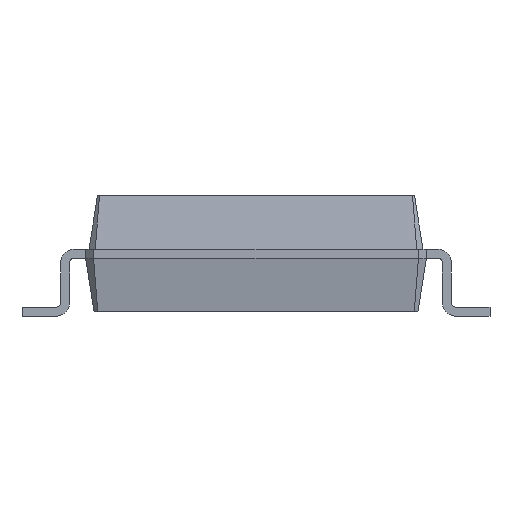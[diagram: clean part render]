
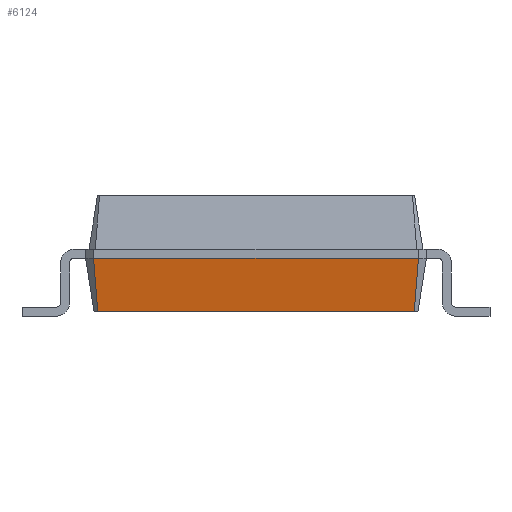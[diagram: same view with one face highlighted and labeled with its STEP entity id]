
A CAD part, front view. The second image highlights one B-rep face of the part: STEP entity #6124.
In plain terms, the highlighted free-form (B-spline) face has degree [1, 1] with [2, 2] control points.
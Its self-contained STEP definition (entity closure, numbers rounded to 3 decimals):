
#799 = PLANE('',#800);
#800 = AXIS2_PLACEMENT_3D('',#801,#802,#803);
#801 = CARTESIAN_POINT('',(-3.482,7.514,0.1));
#802 = DIRECTION('',(0.,0.,1.));
#803 = DIRECTION('',(0.42,-0.907,0.));
#1512 = B_SPLINE_SURFACE_WITH_KNOTS('',1,1,(
    (#1513,#1514)
    ,(#1515,#1516
    )),.UNSPECIFIED.,.F.,.F.,.F.,(2,2),(2,2),(0.,0.247),(
    0.,1.),.PIECEWISE_BEZIER_KNOTS.);
#1513 = CARTESIAN_POINT('',(-3.482,-7.514,0.1));
#1514 = CARTESIAN_POINT('',(-3.575,-7.7,1.275));
#1515 = CARTESIAN_POINT('',(-3.564,-7.432,0.1));
#1516 = CARTESIAN_POINT('',(-3.75,-7.525,1.275));
#1994 = VERTEX_POINT('',#1995);
#1995 = CARTESIAN_POINT('',(3.482,-7.514,0.1));
#2009 = B_SPLINE_SURFACE_WITH_KNOTS('',1,1,(
    (#2010,#2011)
    ,(#2012,#2013
    )),.UNSPECIFIED.,.F.,.F.,.F.,(2,2),(2,2),(0.,0.247),(
    0.,1.),.PIECEWISE_BEZIER_KNOTS.);
#2010 = CARTESIAN_POINT('',(3.564,-7.432,0.1));
#2011 = CARTESIAN_POINT('',(3.75,-7.525,1.275));
#2012 = CARTESIAN_POINT('',(3.482,-7.514,0.1));
#2013 = CARTESIAN_POINT('',(3.575,-7.7,1.275));
#2020 = EDGE_CURVE('',#1994,#2021,#2023,.T.);
#2021 = VERTEX_POINT('',#2022);
#2022 = CARTESIAN_POINT('',(-3.482,-7.514,0.1));
#2023 = SURFACE_CURVE('',#2024,(#2028,#2035),.PCURVE_S1.);
#2024 = LINE('',#2025,#2026);
#2025 = CARTESIAN_POINT('',(3.482,-7.514,0.1));
#2026 = VECTOR('',#2027,1.);
#2027 = DIRECTION('',(-1.,0.,0.));
#2028 = PCURVE('',#799,#2029);
#2029 = DEFINITIONAL_REPRESENTATION('',(#2030),#2034);
#2030 = LINE('',#2031,#2032);
#2031 = CARTESIAN_POINT('',(16.563,0.));
#2032 = VECTOR('',#2033,1.);
#2033 = DIRECTION('',(-0.42,-0.907));
#2034 = ( GEOMETRIC_REPRESENTATION_CONTEXT(2) 
PARAMETRIC_REPRESENTATION_CONTEXT() REPRESENTATION_CONTEXT('2D SPACE',''
  ) );
#2035 = PCURVE('',#2036,#2041);
#2036 = B_SPLINE_SURFACE_WITH_KNOTS('',1,1,(
    (#2037,#2038)
    ,(#2039,#2040
  )),.UNSPECIFIED.,.F.,.F.,.F.,(2,2),(2,2),(0.,7.15),(0.,1.),
  .PIECEWISE_BEZIER_KNOTS.);
#2037 = CARTESIAN_POINT('',(3.482,-7.514,0.1));
#2038 = CARTESIAN_POINT('',(3.575,-7.7,1.275));
#2039 = CARTESIAN_POINT('',(-3.482,-7.514,0.1));
#2040 = CARTESIAN_POINT('',(-3.575,-7.7,1.275));
#2041 = DEFINITIONAL_REPRESENTATION('',(#2042),#2045);
#2042 = B_SPLINE_CURVE_WITH_KNOTS('',1,(#2043,#2044),.UNSPECIFIED.,.F.,
  .F.,(2,2),(0.,6.964),.PIECEWISE_BEZIER_KNOTS.);
#2043 = CARTESIAN_POINT('',(0.,0.));
#2044 = CARTESIAN_POINT('',(7.15,0.));
#2045 = ( GEOMETRIC_REPRESENTATION_CONTEXT(2) 
PARAMETRIC_REPRESENTATION_CONTEXT() REPRESENTATION_CONTEXT('2D SPACE',''
  ) );
#2094 = VERTEX_POINT('',#2095);
#2095 = CARTESIAN_POINT('',(-3.575,-7.7,1.275));
#2121 = EDGE_CURVE('',#2021,#2094,#2122,.T.);
#2122 = SURFACE_CURVE('',#2123,(#2126,#2133),.PCURVE_S1.);
#2123 = B_SPLINE_CURVE_WITH_KNOTS('',1,(#2124,#2125),.UNSPECIFIED.,.F.,
  .F.,(2,2),(0.,1.),.PIECEWISE_BEZIER_KNOTS.);
#2124 = CARTESIAN_POINT('',(-3.482,-7.514,0.1));
#2125 = CARTESIAN_POINT('',(-3.575,-7.7,1.275));
#2126 = PCURVE('',#1512,#2127);
#2127 = DEFINITIONAL_REPRESENTATION('',(#2128),#2132);
#2128 = LINE('',#2129,#2130);
#2129 = CARTESIAN_POINT('',(0.,0.));
#2130 = VECTOR('',#2131,1.);
#2131 = DIRECTION('',(0.,1.));
#2132 = ( GEOMETRIC_REPRESENTATION_CONTEXT(2) 
PARAMETRIC_REPRESENTATION_CONTEXT() REPRESENTATION_CONTEXT('2D SPACE',''
  ) );
#2133 = PCURVE('',#2036,#2134);
#2134 = DEFINITIONAL_REPRESENTATION('',(#2135),#2139);
#2135 = LINE('',#2136,#2137);
#2136 = CARTESIAN_POINT('',(7.15,0.));
#2137 = VECTOR('',#2138,1.);
#2138 = DIRECTION('',(0.,1.));
#2139 = ( GEOMETRIC_REPRESENTATION_CONTEXT(2) 
PARAMETRIC_REPRESENTATION_CONTEXT() REPRESENTATION_CONTEXT('2D SPACE',''
  ) );
#6076 = EDGE_CURVE('',#1994,#6077,#6079,.T.);
#6077 = VERTEX_POINT('',#6078);
#6078 = CARTESIAN_POINT('',(3.575,-7.7,1.275));
#6079 = SURFACE_CURVE('',#6080,(#6083,#6090),.PCURVE_S1.);
#6080 = B_SPLINE_CURVE_WITH_KNOTS('',1,(#6081,#6082),.UNSPECIFIED.,.F.,
  .F.,(2,2),(0.,1.),.PIECEWISE_BEZIER_KNOTS.);
#6081 = CARTESIAN_POINT('',(3.482,-7.514,0.1));
#6082 = CARTESIAN_POINT('',(3.575,-7.7,1.275));
#6083 = PCURVE('',#2009,#6084);
#6084 = DEFINITIONAL_REPRESENTATION('',(#6085),#6089);
#6085 = LINE('',#6086,#6087);
#6086 = CARTESIAN_POINT('',(0.247,0.));
#6087 = VECTOR('',#6088,1.);
#6088 = DIRECTION('',(0.,1.));
#6089 = ( GEOMETRIC_REPRESENTATION_CONTEXT(2) 
PARAMETRIC_REPRESENTATION_CONTEXT() REPRESENTATION_CONTEXT('2D SPACE',''
  ) );
#6090 = PCURVE('',#2036,#6091);
#6091 = DEFINITIONAL_REPRESENTATION('',(#6092),#6096);
#6092 = LINE('',#6093,#6094);
#6093 = CARTESIAN_POINT('',(0.,0.));
#6094 = VECTOR('',#6095,1.);
#6095 = DIRECTION('',(0.,1.));
#6096 = ( GEOMETRIC_REPRESENTATION_CONTEXT(2) 
PARAMETRIC_REPRESENTATION_CONTEXT() REPRESENTATION_CONTEXT('2D SPACE',''
  ) );
#6124 = ADVANCED_FACE('',(#6125),#2036,.F.);
#6125 = FACE_BOUND('',#6126,.F.);
#6126 = EDGE_LOOP('',(#6127,#6128,#6129,#6155));
#6127 = ORIENTED_EDGE('',*,*,#2020,.T.);
#6128 = ORIENTED_EDGE('',*,*,#2121,.T.);
#6129 = ORIENTED_EDGE('',*,*,#6130,.F.);
#6130 = EDGE_CURVE('',#6077,#2094,#6131,.T.);
#6131 = SURFACE_CURVE('',#6132,(#6136,#6143),.PCURVE_S1.);
#6132 = LINE('',#6133,#6134);
#6133 = CARTESIAN_POINT('',(3.575,-7.7,1.275));
#6134 = VECTOR('',#6135,1.);
#6135 = DIRECTION('',(-1.,0.,0.));
#6136 = PCURVE('',#2036,#6137);
#6137 = DEFINITIONAL_REPRESENTATION('',(#6138),#6142);
#6138 = LINE('',#6139,#6140);
#6139 = CARTESIAN_POINT('',(0.,1.));
#6140 = VECTOR('',#6141,1.);
#6141 = DIRECTION('',(1.,0.));
#6142 = ( GEOMETRIC_REPRESENTATION_CONTEXT(2) 
PARAMETRIC_REPRESENTATION_CONTEXT() REPRESENTATION_CONTEXT('2D SPACE',''
  ) );
#6143 = PCURVE('',#6144,#6149);
#6144 = PLANE('',#6145);
#6145 = AXIS2_PLACEMENT_3D('',#6146,#6147,#6148);
#6146 = CARTESIAN_POINT('',(3.575,-7.7,1.475));
#6147 = DIRECTION('',(0.,1.,0.));
#6148 = DIRECTION('',(-1.,0.,0.));
#6149 = DEFINITIONAL_REPRESENTATION('',(#6150),#6154);
#6150 = LINE('',#6151,#6152);
#6151 = CARTESIAN_POINT('',(0.,-0.2));
#6152 = VECTOR('',#6153,1.);
#6153 = DIRECTION('',(1.,0.));
#6154 = ( GEOMETRIC_REPRESENTATION_CONTEXT(2) 
PARAMETRIC_REPRESENTATION_CONTEXT() REPRESENTATION_CONTEXT('2D SPACE',''
  ) );
#6155 = ORIENTED_EDGE('',*,*,#6076,.F.);
